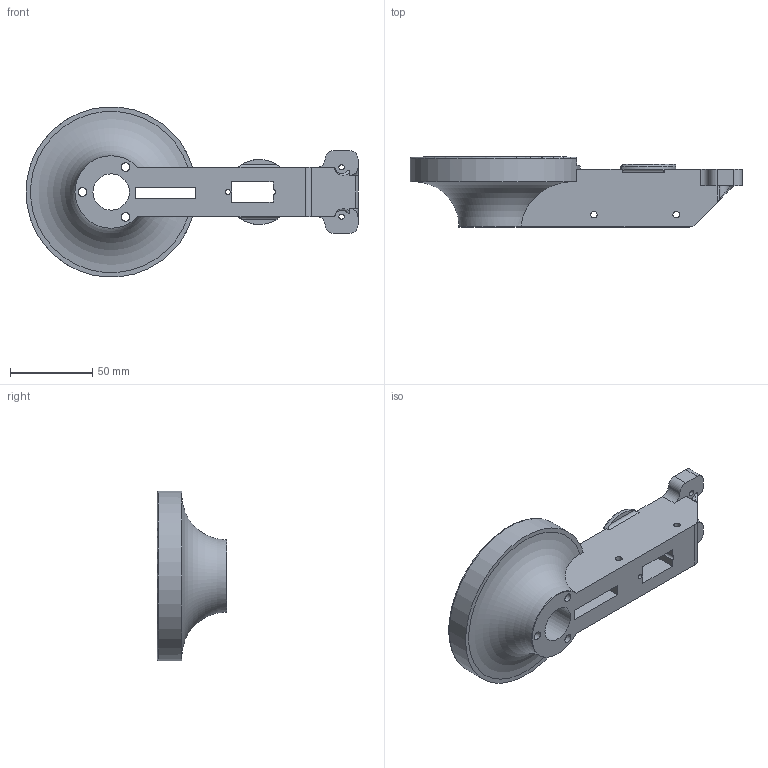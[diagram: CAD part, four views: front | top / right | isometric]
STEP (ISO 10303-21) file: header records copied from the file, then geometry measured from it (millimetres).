
FILE_DESCRIPTION(/* description */ (''),/* implementation_level */ '2;1');
FILE_NAME(/* name */ 'uMule_uchwyt-sens-x1.stp',/* time_stamp */ '2024-10-29T19:18:50+01:00',/* author */ ('owozn'),/* organization */ (''),/* preprocessor_version */ 'ST-DEVELOPER v20',/* originating_system */ 'Autodesk Inventor 2024',/* authorisation */ '');
FILE_SCHEMA (('AUTOMOTIVE_DESIGN { 1 0 10303 214 3 1 1 }'));
Length unit declared in the file: millimetre
Products named in the file (1): uMule_uchwyt-sens
Bounding box: 201.75 x 42.5 x 103.3 mm (x, y, z)
Volume: 236446.6 mm3; surface area: 49775.6 mm2
Topology: 1 solids, 1 shells, 94 faces, 343 edges, 314 vertices
Faces by surface type: plane 46, cylinder 35, bspline 8, torus 5
Full cylindrical faces by diameter (mm): 3 x1, 3.2 x2, 4 x2, 5.2 x3, 22.1 x1, 103.5 x1
Entity records: 4073 total; most frequent: CARTESIAN_POINT 1270, ORIENTED_EDGE 556, DIRECTION 541, EDGE_CURVE 278, AXIS2_PLACEMENT_3D 189, VERTEX_POINT 184, LINE 163, VECTOR 163
